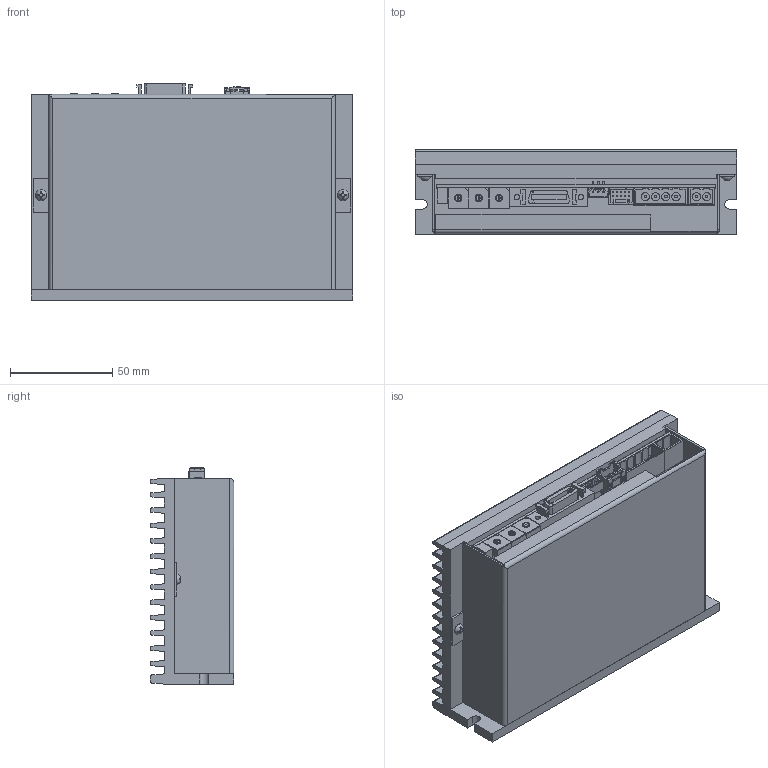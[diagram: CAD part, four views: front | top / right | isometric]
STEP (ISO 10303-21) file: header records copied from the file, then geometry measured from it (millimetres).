
FILE_DESCRIPTION(('STEP AP203'),'1');
FILE_NAME('Ezi_SERVO_86_203.stp','2011-03-15T03:00:01',(' '),(' '),'Spatial InterOp 3D',' ',' ');
FILE_SCHEMA(('CONFIG_CONTROL_DESIGN'));
Length unit declared in the file: metre
Products named in the file (30): Assembly80; Screw : Round - M3.0 x 6.0; Part77;  TRM_SRF; Part54; Part55; Assembly59; Part57; Part66; Part61; Assembly124; Part100; 파트96; 파트94; ____51;     MSBR; Part68
Assembly tree (29 placements, depth 4):
  Assembly80
    Screw : Round - M3.0 x 6.0
    Screw : Round - M3.0 x 6.0
    Part77
     TRM_SRF
    Part54
    Part55
    Assembly59
      Part57
    Part66
    Part61
    Assembly124
      Part100
      파트96
      파트94
      Part57
      ____51
            MSBR
      Part100
      파트96
      파트94
      파트96
      파트94
      Part100
    Part68
    Part68
    Part68
    Part68
    Part68
    Part68
Bounding box: 157 x 41 x 105.66 mm (x, y, z)
Volume: 187920.9 mm3; surface area: 148472.6 mm2
Topology: 24 solids, 268 shells, 1051 faces, 3287 edges, 2543 vertices
Faces by surface type: plane 863, cylinder 128, torus 27, revolution 23, sphere 6, cone 4
Full cylindrical faces by diameter (mm): 0.635 x1, 0.7 x9, 1 x2, 2.489 x2, 3.5 x8, 4 x6
Entity records: 37248 total; most frequent: CARTESIAN_POINT 8829, ORIENTED_EDGE 5175, DIRECTION 4806, EDGE_CURVE 3238, VERTEX_POINT 2543, LINE 2043, VECTOR 2043, AXIS2_PLACEMENT_3D 1370
